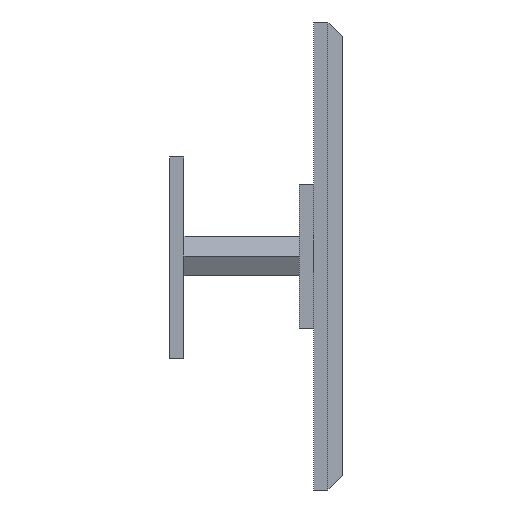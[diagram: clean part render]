
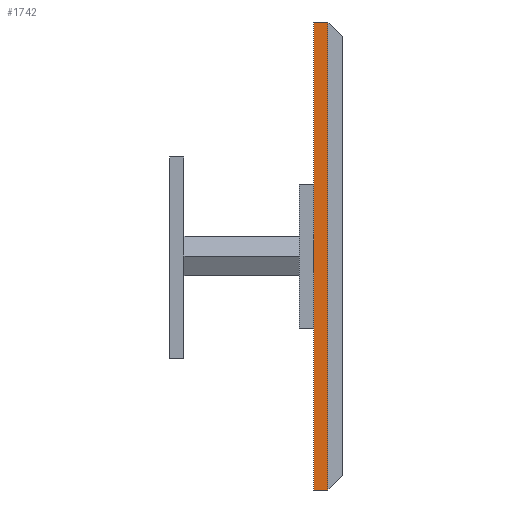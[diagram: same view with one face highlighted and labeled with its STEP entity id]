
A CAD part, left-side view. The second image highlights one B-rep face of the part: STEP entity #1742.
In plain terms, the highlighted planar face has unit normal (-1, 0, 0).
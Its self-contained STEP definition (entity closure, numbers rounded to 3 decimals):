
#238=ORIENTED_EDGE('',*,*,#649,.F.);
#239=ORIENTED_EDGE('',*,*,#635,.T.);
#240=ORIENTED_EDGE('',*,*,#646,.T.);
#241=ORIENTED_EDGE('',*,*,#650,.T.);
#635=EDGE_CURVE('',#854,#852,#1031,.T.);
#646=EDGE_CURVE('',#852,#862,#1040,.T.);
#649=EDGE_CURVE('',#854,#864,#1043,.T.);
#650=EDGE_CURVE('',#862,#864,#1044,.T.);
#852=VERTEX_POINT('',#2518);
#854=VERTEX_POINT('',#2521);
#862=VERTEX_POINT('',#2545);
#864=VERTEX_POINT('',#2551);
#1031=LINE('',#2520,#1239);
#1040=LINE('',#2544,#1248);
#1043=LINE('',#2550,#1251);
#1044=LINE('',#2552,#1252);
#1239=VECTOR('',#2075,1000.);
#1248=VECTOR('',#2098,1000.);
#1251=VECTOR('',#2103,1000.);
#1252=VECTOR('',#2104,1000.);
#1425=EDGE_LOOP('',(#238,#239,#240,#241));
#1547=FACE_BOUND('',#1425,.T.);
#1653=PLANE('',#1860);
#1742=ADVANCED_FACE('',(#1547),#1653,.F.);
#1860=AXIS2_PLACEMENT_3D('',#2549,#2101,#2102);
#2075=DIRECTION('',(0.,0.,1.));
#2098=DIRECTION('',(0.,1.,0.));
#2101=DIRECTION('',(1.,0.,0.));
#2102=DIRECTION('',(0.,0.,-1.));
#2103=DIRECTION('',(0.,1.,0.));
#2104=DIRECTION('',(0.,0.,-1.));
#2518=CARTESIAN_POINT('',(-90.,-2.,1.5));
#2520=CARTESIAN_POINT('',(-90.,-2.,1.5));
#2521=CARTESIAN_POINT('',(-90.,-2.,-63.5));
#2544=CARTESIAN_POINT('',(-90.,-4.,1.5));
#2545=CARTESIAN_POINT('',(-90.,0.,1.5));
#2549=CARTESIAN_POINT('',(-90.,-4.,1.5));
#2550=CARTESIAN_POINT('',(-90.,-4.,-63.5));
#2551=CARTESIAN_POINT('',(-90.,0.,-63.5));
#2552=CARTESIAN_POINT('',(-90.,0.,1.5));
